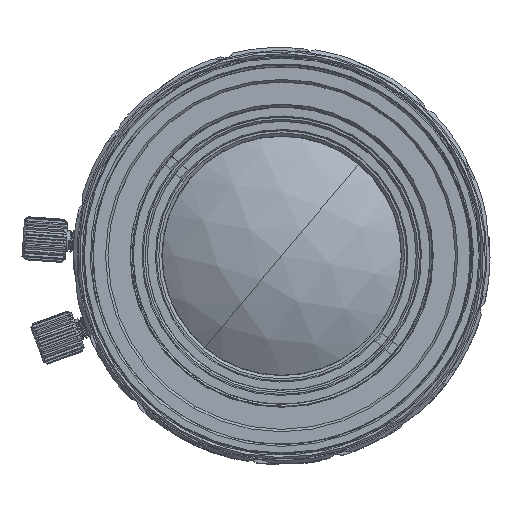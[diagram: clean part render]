
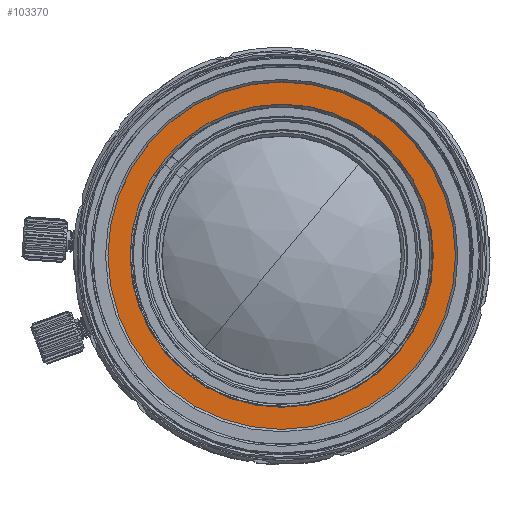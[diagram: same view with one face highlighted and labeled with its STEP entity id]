
A CAD part, top view. The second image highlights one B-rep face of the part: STEP entity #103370.
In plain terms, the highlighted planar face has unit normal (0, 0, 1).
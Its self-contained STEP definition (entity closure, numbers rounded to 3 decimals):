
#10870 = DIRECTION ( 'NONE',  ( 0.866, -0.5, 0. ) ) ;
#29737 = EDGE_CURVE ( 'NONE', #235812, #59874, #136217, .T. ) ;
#35558 = DIRECTION ( 'NONE',  ( -0.5, -0.866, 0. ) ) ;
#37608 = ORIENTED_EDGE ( 'NONE', *, *, #258580, .T. ) ;
#38130 = EDGE_CURVE ( 'NONE', #121395, #201907, #155110, .T. ) ;
#43152 = CIRCLE ( 'NONE', #255325, 16.1 ) ;
#47567 = CARTESIAN_POINT ( 'NONE',  ( 8.05, 13.943, 33.12 ) ) ;
#56247 = DIRECTION ( 'NONE',  ( 0., 0., -1. ) ) ;
#57529 = DIRECTION ( 'NONE',  ( 0., 0., 1. ) ) ;
#59874 = VERTEX_POINT ( 'NONE', #227500 ) ;
#69054 = CARTESIAN_POINT ( 'NONE',  ( 7.025, 12.168, 33.12 ) ) ;
#75000 = AXIS2_PLACEMENT_3D ( 'NONE', #181645, #56247, #119371 ) ;
#84133 = FACE_BOUND ( 'NONE', #159932, .T. ) ;
#86153 = EDGE_CURVE ( 'NONE', #59874, #235812, #99078, .T. ) ;
#87359 = ORIENTED_EDGE ( 'NONE', *, *, #86153, .T. ) ;
#99078 = CIRCLE ( 'NONE', #173856, 14.05 ) ;
#103370 = ADVANCED_FACE ( 'NONE', ( #139762, #84133 ), #227480, .F. ) ;
#119371 = DIRECTION ( 'NONE',  ( 0.866, -0.5, 0. ) ) ;
#120783 = CARTESIAN_POINT ( 'NONE',  ( -8.05, -13.943, 33.12 ) ) ;
#121395 = VERTEX_POINT ( 'NONE', #120783 ) ;
#136217 = CIRCLE ( 'NONE', #75000, 14.05 ) ;
#136333 = DIRECTION ( 'NONE',  ( 0., 0., -1. ) ) ;
#139762 = FACE_OUTER_BOUND ( 'NONE', #265857, .T. ) ;
#139979 = DIRECTION ( 'NONE',  ( 0., 0., 1. ) ) ;
#141701 = DIRECTION ( 'NONE',  ( -0.5, -0.866, 0. ) ) ;
#155110 = CIRCLE ( 'NONE', #255050, 16.1 ) ;
#159932 = EDGE_LOOP ( 'NONE', ( #87359, #204792 ) ) ;
#173856 = AXIS2_PLACEMENT_3D ( 'NONE', #262678, #136333, #10870 ) ;
#181645 = CARTESIAN_POINT ( 'NONE',  ( 0., 0., 33.12 ) ) ;
#201907 = VERTEX_POINT ( 'NONE', #47567 ) ;
#204792 = ORIENTED_EDGE ( 'NONE', *, *, #29737, .T. ) ;
#209107 = AXIS2_PLACEMENT_3D ( 'NONE', #250407, #233895, #255827 ) ;
#224127 = CARTESIAN_POINT ( 'NONE',  ( 0., 0., 33.12 ) ) ;
#227480 = PLANE ( 'NONE',  #209107 ) ;
#227500 = CARTESIAN_POINT ( 'NONE',  ( -7.025, -12.168, 33.12 ) ) ;
#233895 = DIRECTION ( 'NONE',  ( 0., 0., -1. ) ) ;
#235812 = VERTEX_POINT ( 'NONE', #69054 ) ;
#243512 = CARTESIAN_POINT ( 'NONE',  ( 0., 0., 33.12 ) ) ;
#250407 = CARTESIAN_POINT ( 'NONE',  ( 0., 0., 33.12 ) ) ;
#255050 = AXIS2_PLACEMENT_3D ( 'NONE', #243512, #139979, #35558 ) ;
#255325 = AXIS2_PLACEMENT_3D ( 'NONE', #224127, #57529, #141701 ) ;
#255827 = DIRECTION ( 'NONE',  ( 0.5, 0.866, 0. ) ) ;
#258580 = EDGE_CURVE ( 'NONE', #201907, #121395, #43152, .T. ) ;
#262678 = CARTESIAN_POINT ( 'NONE',  ( 0., 0., 33.12 ) ) ;
#265857 = EDGE_LOOP ( 'NONE', ( #37608, #266868 ) ) ;
#266868 = ORIENTED_EDGE ( 'NONE', *, *, #38130, .T. ) ;
